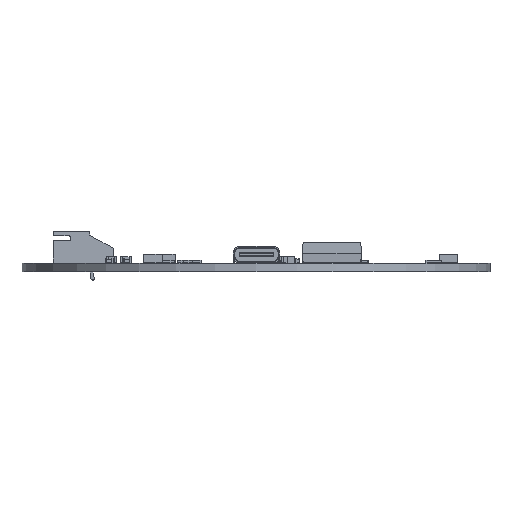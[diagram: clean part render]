
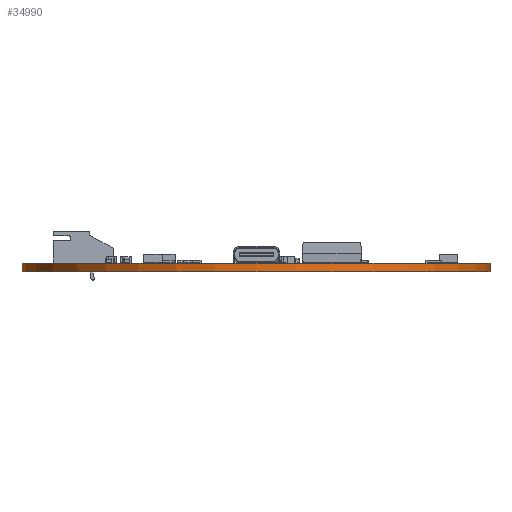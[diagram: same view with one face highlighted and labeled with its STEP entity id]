
A CAD part, front view. The second image highlights one B-rep face of the part: STEP entity #34990.
In plain terms, the highlighted cylindrical face has radius 45 mm (diameter 90 mm), a full revolution.
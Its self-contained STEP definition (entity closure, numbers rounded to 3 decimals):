
#34990 = ADVANCED_FACE('',(#34991),#35005,.T.);
#34991 = FACE_BOUND('',#34992,.F.);
#34992 = EDGE_LOOP('',(#34993,#35023,#35050,#35051));
#34993 = ORIENTED_EDGE('',*,*,#34994,.T.);
#34994 = EDGE_CURVE('',#34995,#34997,#34999,.T.);
#34995 = VERTEX_POINT('',#34996);
#34996 = CARTESIAN_POINT('',(202.48,-103.378,0.));
#34997 = VERTEX_POINT('',#34998);
#34998 = CARTESIAN_POINT('',(202.48,-103.378,1.6));
#34999 = SEAM_CURVE('',#35000,(#35004,#35016),.PCURVE_S1.);
#35000 = LINE('',#35001,#35002);
#35001 = CARTESIAN_POINT('',(202.48,-103.378,0.));
#35002 = VECTOR('',#35003,1.);
#35003 = DIRECTION('',(0.,0.,1.));
#35004 = PCURVE('',#35005,#35010);
#35005 = CYLINDRICAL_SURFACE('',#35006,45.);
#35006 = AXIS2_PLACEMENT_3D('',#35007,#35008,#35009);
#35007 = CARTESIAN_POINT('',(157.48,-103.378,0.));
#35008 = DIRECTION('',(-0.,-0.,-1.));
#35009 = DIRECTION('',(1.,0.,-0.));
#35010 = DEFINITIONAL_REPRESENTATION('',(#35011),#35015);
#35011 = LINE('',#35012,#35013);
#35012 = CARTESIAN_POINT('',(-0.,0.));
#35013 = VECTOR('',#35014,1.);
#35014 = DIRECTION('',(-0.,-1.));
#35015 = ( GEOMETRIC_REPRESENTATION_CONTEXT(2) 
PARAMETRIC_REPRESENTATION_CONTEXT() REPRESENTATION_CONTEXT('2D SPACE',''
  ) );
#35016 = PCURVE('',#35005,#35017);
#35017 = DEFINITIONAL_REPRESENTATION('',(#35018),#35022);
#35018 = LINE('',#35019,#35020);
#35019 = CARTESIAN_POINT('',(-6.283,0.));
#35020 = VECTOR('',#35021,1.);
#35021 = DIRECTION('',(-0.,-1.));
#35022 = ( GEOMETRIC_REPRESENTATION_CONTEXT(2) 
PARAMETRIC_REPRESENTATION_CONTEXT() REPRESENTATION_CONTEXT('2D SPACE',''
  ) );
#35023 = ORIENTED_EDGE('',*,*,#35024,.T.);
#35024 = EDGE_CURVE('',#34997,#34997,#35025,.T.);
#35025 = SURFACE_CURVE('',#35026,(#35031,#35038),.PCURVE_S1.);
#35026 = CIRCLE('',#35027,45.);
#35027 = AXIS2_PLACEMENT_3D('',#35028,#35029,#35030);
#35028 = CARTESIAN_POINT('',(157.48,-103.378,1.6));
#35029 = DIRECTION('',(0.,0.,1.));
#35030 = DIRECTION('',(1.,0.,-0.));
#35031 = PCURVE('',#35005,#35032);
#35032 = DEFINITIONAL_REPRESENTATION('',(#35033),#35037);
#35033 = LINE('',#35034,#35035);
#35034 = CARTESIAN_POINT('',(-0.,-1.6));
#35035 = VECTOR('',#35036,1.);
#35036 = DIRECTION('',(-1.,0.));
#35037 = ( GEOMETRIC_REPRESENTATION_CONTEXT(2) 
PARAMETRIC_REPRESENTATION_CONTEXT() REPRESENTATION_CONTEXT('2D SPACE',''
  ) );
#35038 = PCURVE('',#35039,#35044);
#35039 = PLANE('',#35040);
#35040 = AXIS2_PLACEMENT_3D('',#35041,#35042,#35043);
#35041 = CARTESIAN_POINT('',(157.48,-103.378,1.6));
#35042 = DIRECTION('',(0.,0.,1.));
#35043 = DIRECTION('',(1.,0.,-0.));
#35044 = DEFINITIONAL_REPRESENTATION('',(#35045),#35049);
#35045 = CIRCLE('',#35046,45.);
#35046 = AXIS2_PLACEMENT_2D('',#35047,#35048);
#35047 = CARTESIAN_POINT('',(0.,0.));
#35048 = DIRECTION('',(1.,0.));
#35049 = ( GEOMETRIC_REPRESENTATION_CONTEXT(2) 
PARAMETRIC_REPRESENTATION_CONTEXT() REPRESENTATION_CONTEXT('2D SPACE',''
  ) );
#35050 = ORIENTED_EDGE('',*,*,#34994,.F.);
#35051 = ORIENTED_EDGE('',*,*,#35052,.F.);
#35052 = EDGE_CURVE('',#34995,#34995,#35053,.T.);
#35053 = SURFACE_CURVE('',#35054,(#35059,#35066),.PCURVE_S1.);
#35054 = CIRCLE('',#35055,45.);
#35055 = AXIS2_PLACEMENT_3D('',#35056,#35057,#35058);
#35056 = CARTESIAN_POINT('',(157.48,-103.378,0.));
#35057 = DIRECTION('',(0.,0.,1.));
#35058 = DIRECTION('',(1.,0.,-0.));
#35059 = PCURVE('',#35005,#35060);
#35060 = DEFINITIONAL_REPRESENTATION('',(#35061),#35065);
#35061 = LINE('',#35062,#35063);
#35062 = CARTESIAN_POINT('',(-0.,0.));
#35063 = VECTOR('',#35064,1.);
#35064 = DIRECTION('',(-1.,0.));
#35065 = ( GEOMETRIC_REPRESENTATION_CONTEXT(2) 
PARAMETRIC_REPRESENTATION_CONTEXT() REPRESENTATION_CONTEXT('2D SPACE',''
  ) );
#35066 = PCURVE('',#35067,#35072);
#35067 = PLANE('',#35068);
#35068 = AXIS2_PLACEMENT_3D('',#35069,#35070,#35071);
#35069 = CARTESIAN_POINT('',(157.48,-103.378,0.));
#35070 = DIRECTION('',(0.,0.,1.));
#35071 = DIRECTION('',(1.,0.,-0.));
#35072 = DEFINITIONAL_REPRESENTATION('',(#35073),#35077);
#35073 = CIRCLE('',#35074,45.);
#35074 = AXIS2_PLACEMENT_2D('',#35075,#35076);
#35075 = CARTESIAN_POINT('',(0.,0.));
#35076 = DIRECTION('',(1.,0.));
#35077 = ( GEOMETRIC_REPRESENTATION_CONTEXT(2) 
PARAMETRIC_REPRESENTATION_CONTEXT() REPRESENTATION_CONTEXT('2D SPACE',''
  ) );
